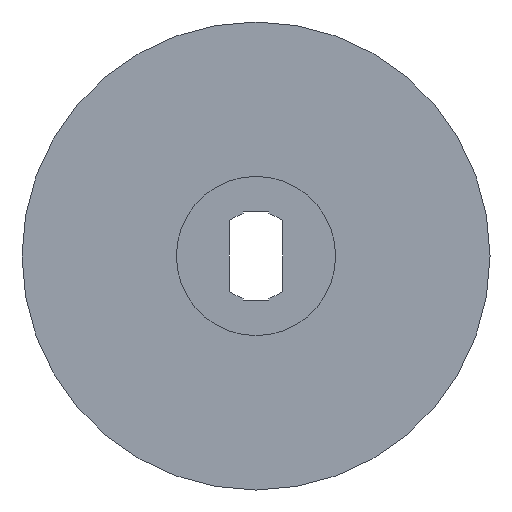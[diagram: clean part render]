
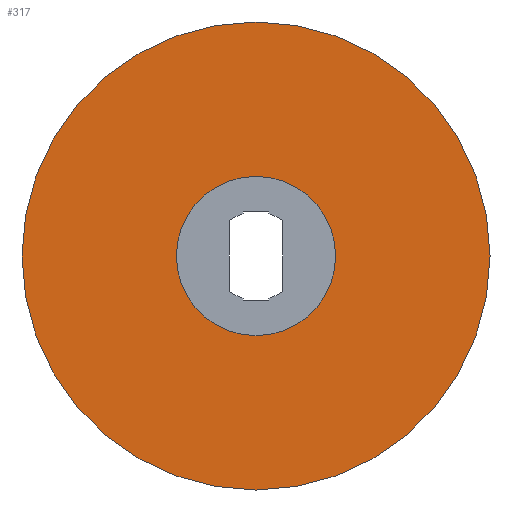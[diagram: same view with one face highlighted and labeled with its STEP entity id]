
A CAD part, front view. The second image highlights one B-rep face of the part: STEP entity #317.
In plain terms, the highlighted planar face has unit normal (0, -1, 0).
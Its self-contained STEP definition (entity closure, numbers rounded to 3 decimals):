
#83=ORIENTED_EDGE('',*,*,#167,.F.);
#84=ORIENTED_EDGE('',*,*,#168,.F.);
#167=EDGE_CURVE('',#209,#209,#239,.F.);
#168=EDGE_CURVE('',#210,#210,#240,.T.);
#209=VERTEX_POINT('',#481);
#210=VERTEX_POINT('',#483);
#239=CIRCLE('',#350,13.223);
#240=CIRCLE('',#351,4.5);
#253=EDGE_LOOP('',(#83));
#254=EDGE_LOOP('',(#84));
#279=FACE_BOUND('',#253,.T.);
#280=FACE_BOUND('',#254,.T.);
#305=PLANE('',#349);
#317=ADVANCED_FACE('',(#279,#280),#305,.T.);
#349=AXIS2_PLACEMENT_3D('',#479,#384,#385);
#350=AXIS2_PLACEMENT_3D('',#480,#386,#387);
#351=AXIS2_PLACEMENT_3D('',#482,#388,#389);
#384=DIRECTION('',(0.,-1.,0.));
#385=DIRECTION('',(-1.,0.,0.));
#386=DIRECTION('',(0.,-1.,0.));
#387=DIRECTION('',(0.,0.,-1.));
#388=DIRECTION('',(0.,-1.,0.));
#389=DIRECTION('',(0.,0.,-1.));
#479=CARTESIAN_POINT('',(0.,-7.001,0.));
#480=CARTESIAN_POINT('',(0.,-7.001,0.));
#481=CARTESIAN_POINT('',(0.,-7.001,-13.223));
#482=CARTESIAN_POINT('',(0.,-7.001,0.));
#483=CARTESIAN_POINT('',(0.,-7.001,-4.5));
